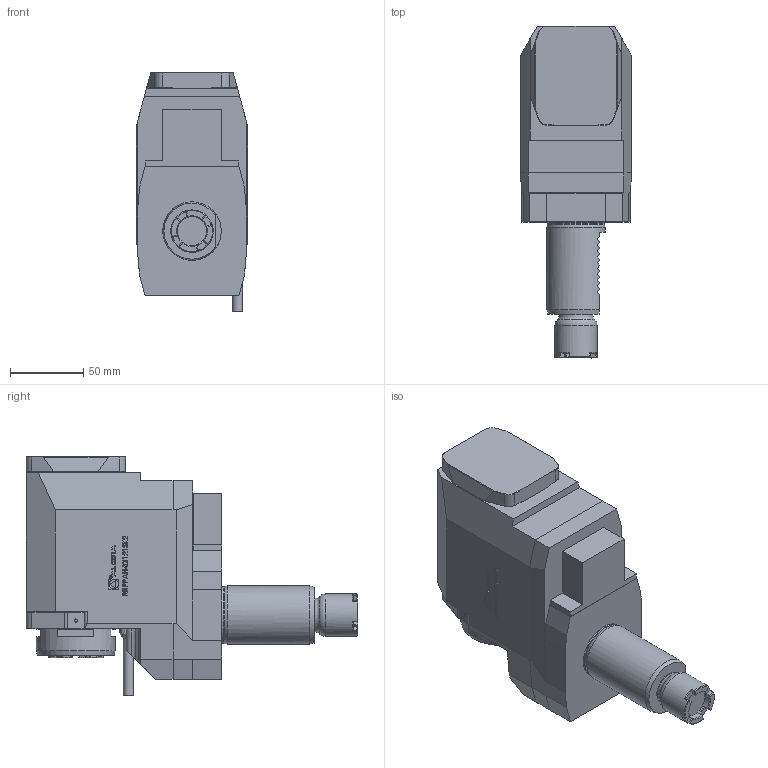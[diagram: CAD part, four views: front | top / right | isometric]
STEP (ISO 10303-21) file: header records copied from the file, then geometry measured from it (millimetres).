
FILE_DESCRIPTION (( 'STEP AP214' ), '1' );
FILE_NAME ('RRPPAH40I121SK2.STEP', '2025-06-03T15:53:32', ( '' ), ( '' ), 'SwSTEP 2.0', 'SolidWorks 2023', '' );
FILE_SCHEMA (( 'AUTOMOTIVE_DESIGN' ));
Length unit declared in the file: millimetre
Products named in the file (1): RRPPAH40I121SK2
Bounding box: 76 x 227 x 163.5 mm (x, y, z)
Volume: 1294246.4 mm3; surface area: 90816.7 mm2
Topology: 1 solids, 2 shells, 658 faces, 1712 edges, 1113 vertices
Faces by surface type: plane 431, bspline 103, cylinder 81, cone 37, torus 4, sphere 2
Full cylindrical faces by diameter (mm): 1.7 x1, 2.1 x1, 6.366 x1, 7 x1, 20 x1, 23 x1, 29 x1, 38.7 x1, 40 x1, 54 x1
Entity records: 27453 total; most frequent: CARTESIAN_POINT 9040, ORIENTED_EDGE 3368, DIRECTION 2666, EDGE_CURVE 1684, VECTOR 1108, LINE 1108, VERTEX_POINT 1103, AXIS2_PLACEMENT_3D 779
